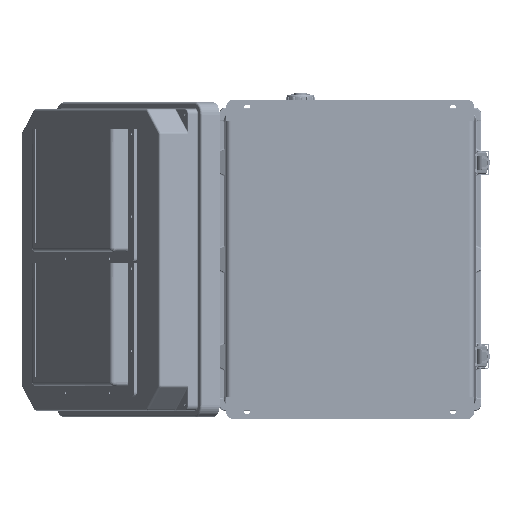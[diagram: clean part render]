
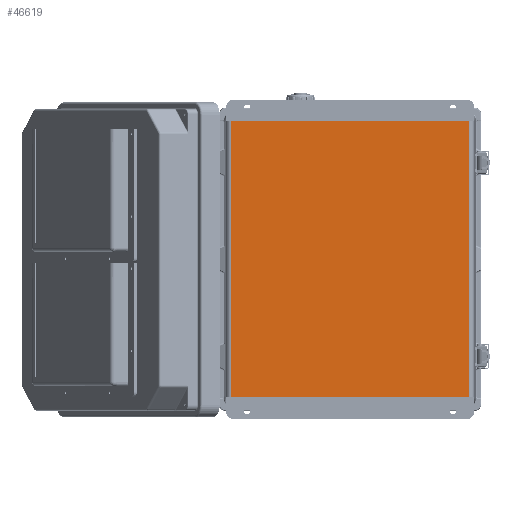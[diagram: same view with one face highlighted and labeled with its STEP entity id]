
A CAD part, front view. The second image highlights one B-rep face of the part: STEP entity #46619.
In plain terms, the highlighted planar face has unit normal (0, -1, 0).
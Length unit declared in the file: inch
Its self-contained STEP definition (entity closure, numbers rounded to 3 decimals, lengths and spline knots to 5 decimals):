
#8243 = AXIS2_PLACEMENT_3D ( 'NONE', #9149, #110710, #33397 ) ;
#9149 = CARTESIAN_POINT ( 'NONE',  ( 6.11811, 0.05906, -1.04331 ) ) ;
#9686 = EDGE_CURVE ( 'NONE', #129472, #140839, #24717, .T. ) ;
#21598 = VECTOR ( 'NONE', #53052, 39.37008 ) ;
#24717 = LINE ( 'NONE', #70912, #134705 ) ;
#25172 = VERTEX_POINT ( 'NONE', #40783 ) ;
#29572 = CARTESIAN_POINT ( 'NONE',  ( 6.11811, 0.05906, -14.4685 ) ) ;
#30394 = PLANE ( 'NONE',  #8243 ) ;
#31883 = FACE_OUTER_BOUND ( 'NONE', #82637, .T. ) ;
#33397 = DIRECTION ( 'NONE',  ( 0., 0., 1. ) ) ;
#40783 = CARTESIAN_POINT ( 'NONE',  ( -5.78771, 0.05906, -14.4685 ) ) ;
#42250 = CARTESIAN_POINT ( 'NONE',  ( 5.78771, 0.05906, -14.4685 ) ) ;
#46619 = ADVANCED_FACE ( 'NONE', ( #31883 ), #30394, .F. ) ;
#46708 = LINE ( 'NONE', #48220, #139781 ) ;
#48220 = CARTESIAN_POINT ( 'NONE',  ( -5.78771, 0.05906, -1.04331 ) ) ;
#53052 = DIRECTION ( 'NONE',  ( -1., 0., 0. ) ) ;
#54043 = ORIENTED_EDGE ( 'NONE', *, *, #69624, .F. ) ;
#59040 = EDGE_CURVE ( 'NONE', #102872, #25172, #86413, .T. ) ;
#59290 = VECTOR ( 'NONE', #146251, 39.37008 ) ;
#61767 = ORIENTED_EDGE ( 'NONE', *, *, #59040, .F. ) ;
#63722 = CARTESIAN_POINT ( 'NONE',  ( 5.78771, 0.05906, -1.04331 ) ) ;
#69624 = EDGE_CURVE ( 'NONE', #25172, #140839, #46708, .T. ) ;
#70912 = CARTESIAN_POINT ( 'NONE',  ( 6.11811, 0.05906, -1.04331 ) ) ;
#71659 = DIRECTION ( 'NONE',  ( -1., 0., 0. ) ) ;
#74830 = ORIENTED_EDGE ( 'NONE', *, *, #146731, .T. ) ;
#82637 = EDGE_LOOP ( 'NONE', ( #54043, #61767, #74830, #135455 ) ) ;
#86413 = LINE ( 'NONE', #29572, #21598 ) ;
#93337 = CARTESIAN_POINT ( 'NONE',  ( -5.78771, 0.05906, -1.04331 ) ) ;
#94453 = DIRECTION ( 'NONE',  ( 0., 0., 1. ) ) ;
#102872 = VERTEX_POINT ( 'NONE', #42250 ) ;
#109927 = LINE ( 'NONE', #63722, #59290 ) ;
#110710 = DIRECTION ( 'NONE',  ( 0., 1., 0. ) ) ;
#129472 = VERTEX_POINT ( 'NONE', #135365 ) ;
#134705 = VECTOR ( 'NONE', #71659, 39.37008 ) ;
#135365 = CARTESIAN_POINT ( 'NONE',  ( 5.78771, 0.05906, -1.04331 ) ) ;
#135455 = ORIENTED_EDGE ( 'NONE', *, *, #9686, .T. ) ;
#139781 = VECTOR ( 'NONE', #94453, 39.37008 ) ;
#140839 = VERTEX_POINT ( 'NONE', #93337 ) ;
#146251 = DIRECTION ( 'NONE',  ( 0., 0., 1. ) ) ;
#146731 = EDGE_CURVE ( 'NONE', #102872, #129472, #109927, .T. ) ;
